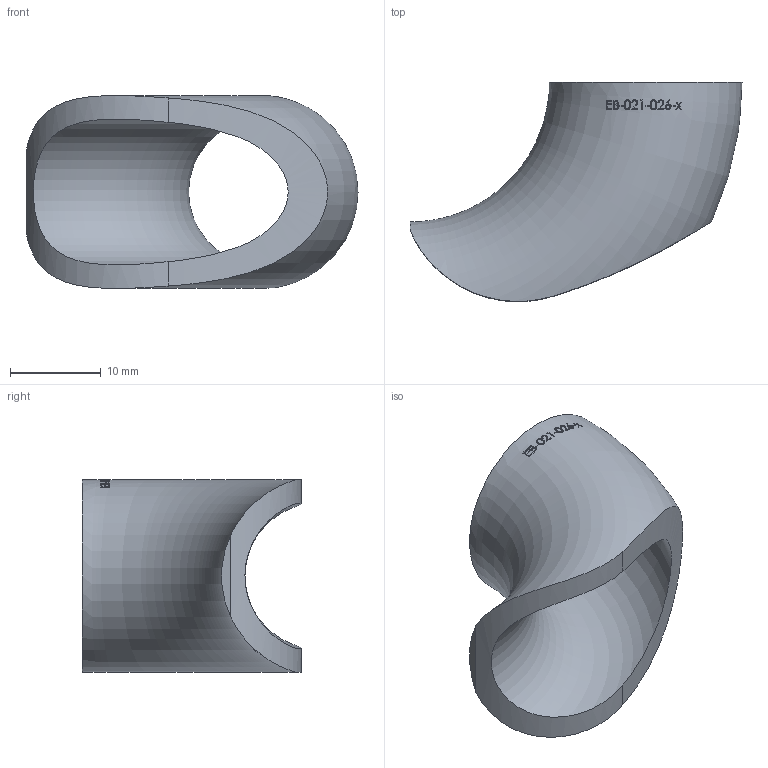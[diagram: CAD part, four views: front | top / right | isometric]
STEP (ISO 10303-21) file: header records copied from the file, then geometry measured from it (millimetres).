
FILE_DESCRIPTION (( 'STEP AP214' ), '1' );
FILE_NAME ('EB-021-026-x Einschweissbogen 2208.STEP', '2022-08-30T08:17:49', ( '' ), ( '' ), 'SwSTEP 2.0', 'SolidWorks 2019', '' );
FILE_SCHEMA (( 'AUTOMOTIVE_DESIGN' ));
Length unit declared in the file: millimetre
Products named in the file (1): EB-021-026-x Einschweissbogen 2208
Bounding box: 36.65 x 24.18 x 21.3 mm (x, y, z)
Volume: 3865.1 mm3; surface area: 3389.9 mm2
Topology: 1 solids, 1 shells, 137 faces, 369 edges, 250 vertices
Faces by surface type: bspline 115, torus 19, plane 2, cylinder 1
Entity records: 11082 total; most frequent: CARTESIAN_POINT 7280, ORIENTED_EDGE 730, EDGE_CURVE 365, B_SPLINE_CURVE_WITH_KNOTS 360, VERTEX_POINT 248, EDGE_LOOP 157, FACE_OUTER_BOUND 139, ADVANCED_FACE 137
